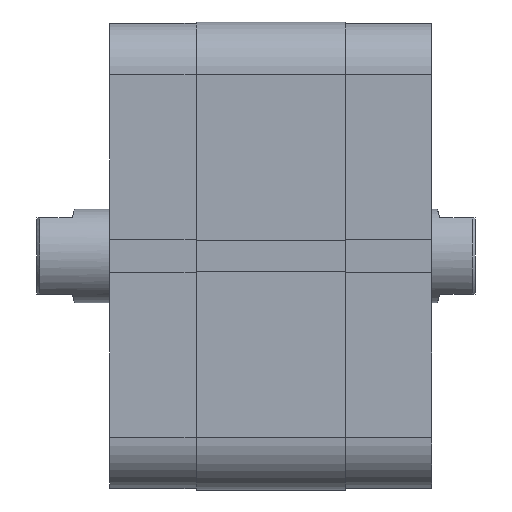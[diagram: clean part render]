
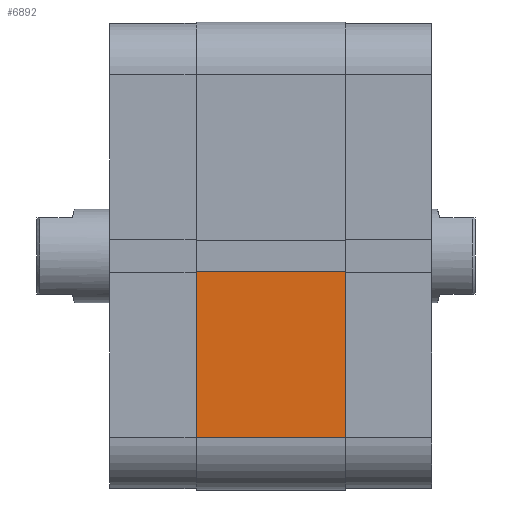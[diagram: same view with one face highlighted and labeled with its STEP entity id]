
A CAD part, front view. The second image highlights one B-rep face of the part: STEP entity #6892.
In plain terms, the highlighted planar face has unit normal (0, -1, 0).
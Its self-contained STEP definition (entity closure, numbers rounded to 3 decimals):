
#912 = EDGE_LOOP ( 'NONE', ( #2240, #2149, #2420, #2422 ) ) ;
#2102 = CARTESIAN_POINT ( 'NONE',  ( -31., -40., 25.5 ) ) ;
#2103 = DIRECTION ( 'NONE',  ( 0., 0., -1. ) ) ;
#2149 = ORIENTED_EDGE ( 'NONE', *, *, #6250, .F. ) ;
#2240 = ORIENTED_EDGE ( 'NONE', *, *, #6251, .T. ) ;
#2420 = ORIENTED_EDGE ( 'NONE', *, *, #6332, .F. ) ;
#2422 = ORIENTED_EDGE ( 'NONE', *, *, #6247, .T. ) ;
#2786 = AXIS2_PLACEMENT_3D ( 'NONE', #3790, #3800, #3801 ) ;
#2861 = CARTESIAN_POINT ( 'NONE',  ( 0., -40., 0. ) ) ;
#2862 = CARTESIAN_POINT ( 'NONE',  ( -2.6, -40., 25.5 ) ) ;
#2863 = DIRECTION ( 'NONE',  ( 0., 0., -1. ) ) ;
#2865 = DIRECTION ( 'NONE',  ( 1., 0., 0. ) ) ;
#3054 = CARTESIAN_POINT ( 'NONE',  ( 0., -40., 25.5 ) ) ;
#3055 = DIRECTION ( 'NONE',  ( 1., 0., 0. ) ) ;
#3444 = CARTESIAN_POINT ( 'NONE',  ( -2.6, -40., 25.5 ) ) ;
#3779 = CARTESIAN_POINT ( 'NONE',  ( -2.6, -40., 0. ) ) ;
#3780 = CARTESIAN_POINT ( 'NONE',  ( -31., -40., 25.5 ) ) ;
#3790 = CARTESIAN_POINT ( 'NONE',  ( 0., -40., 25.5 ) ) ;
#3797 = PLANE ( 'NONE',  #2786 ) ;
#3800 = DIRECTION ( 'NONE',  ( 0., 1., 0. ) ) ;
#3801 = DIRECTION ( 'NONE',  ( 0., 0., 1. ) ) ;
#3858 = CARTESIAN_POINT ( 'NONE',  ( -31., -40., 0. ) ) ;
#5306 = LINE ( 'NONE', #2861, #5325 ) ;
#5317 = LINE ( 'NONE', #2102, #5318 ) ;
#5318 = VECTOR ( 'NONE', #2103, 1000. ) ;
#5323 = LINE ( 'NONE', #2862, #5324 ) ;
#5324 = VECTOR ( 'NONE', #2863, 1000. ) ;
#5325 = VECTOR ( 'NONE', #2865, 1000. ) ;
#5455 = LINE ( 'NONE', #3054, #5456 ) ;
#5456 = VECTOR ( 'NONE', #3055, 1000. ) ;
#5652 = FACE_OUTER_BOUND ( 'NONE', #912, .T. ) ;
#6247 = EDGE_CURVE ( 'NONE', #6880, #7013, #5317, .T. ) ;
#6250 = EDGE_CURVE ( 'NONE', #6603, #6879, #5323, .T. ) ;
#6251 = EDGE_CURVE ( 'NONE', #7013, #6879, #5306, .T. ) ;
#6332 = EDGE_CURVE ( 'NONE', #6880, #6603, #5455, .T. ) ;
#6603 = VERTEX_POINT ( 'NONE', #3444 ) ;
#6879 = VERTEX_POINT ( 'NONE', #3779 ) ;
#6880 = VERTEX_POINT ( 'NONE', #3780 ) ;
#6892 = ADVANCED_FACE ( 'NONE', ( #5652 ), #3797, .F. ) ;
#7013 = VERTEX_POINT ( 'NONE', #3858 ) ;
